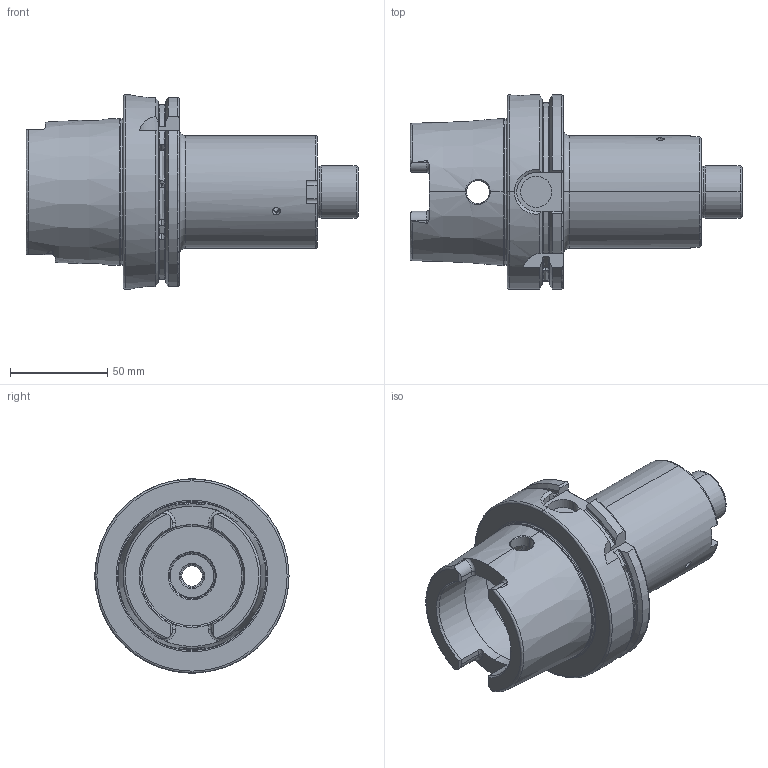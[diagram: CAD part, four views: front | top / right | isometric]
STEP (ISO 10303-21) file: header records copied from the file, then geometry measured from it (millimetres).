
FILE_DESCRIPTION (( 'STEP AP203' ), '1' );
FILE_NAME ('A100.11.27.1.STEP', '2016-10-18T10:00:57', ( '' ), ( '' ), 'SwSTEP 2.0', 'SolidWorks 2012', '' );
FILE_SCHEMA (( 'CONFIG_CONTROL_DESIGN' ));
Length unit declared in the file: millimetre
Products named in the file (1): A100.11.27.1
Bounding box: 171 x 100 x 100 mm (x, y, z)
Volume: 438531.2 mm3; surface area: 71562.3 mm2
Topology: 1 solids, 1 shells, 345 faces, 950 edges, 596 vertices
Faces by surface type: cylinder 172, plane 59, cone 56, torus 42, bspline 16
Entity records: 25701 total; most frequent: CARTESIAN_POINT 17726, ORIENTED_EDGE 1864, DIRECTION 1462, EDGE_CURVE 932, VERTEX_POINT 596, AXIS2_PLACEMENT_3D 580, EDGE_LOOP 366, ADVANCED_FACE 345
